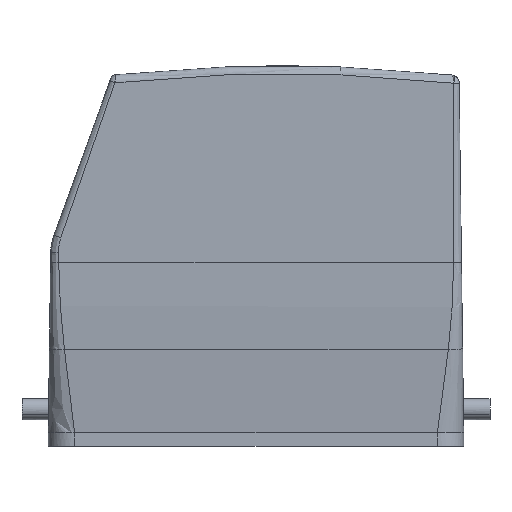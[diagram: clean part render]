
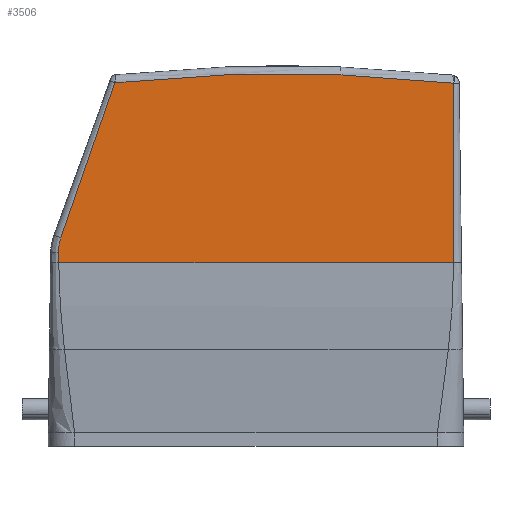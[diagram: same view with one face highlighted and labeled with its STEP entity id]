
A CAD part, left-side view. The second image highlights one B-rep face of the part: STEP entity #3506.
In plain terms, the highlighted planar face has unit normal (-1, 0, 0).
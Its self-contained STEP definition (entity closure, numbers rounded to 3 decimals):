
#3445=AXIS2_PLACEMENT_3D('Circle Axis2P3D',#3443,#3444,$) ;
#3460=AXIS2_PLACEMENT_3D('Plane Axis2P3D',#3457,#3458,#3459) ;
#2611=CARTESIAN_POINT('Vertex',(0.,6.87,69.011)) ;
#2834=CARTESIAN_POINT('Vertex',(0.,6.923,34.864)) ;
#2838=CARTESIAN_POINT('Control Point',(0.,6.87,69.011)) ;
#2839=CARTESIAN_POINT('Control Point',(0.,6.869,68.918)) ;
#2840=CARTESIAN_POINT('Control Point',(0.,6.869,68.824)) ;
#2841=CARTESIAN_POINT('Control Point',(0.,6.868,68.73)) ;
#2842=CARTESIAN_POINT('Control Point',(0.,6.867,68.54)) ;
#2843=CARTESIAN_POINT('Control Point',(0.,6.865,68.35)) ;
#2844=CARTESIAN_POINT('Control Point',(0.,6.865,68.253)) ;
#2845=CARTESIAN_POINT('Control Point',(0.,6.822,62.268)) ;
#2846=CARTESIAN_POINT('Control Point',(0.,6.8,56.292)) ;
#2847=CARTESIAN_POINT('Control Point',(0.,6.822,50.405)) ;
#2848=CARTESIAN_POINT('Control Point',(0.,6.835,43.874)) ;
#2849=CARTESIAN_POINT('Control Point',(0.,6.895,37.341)) ;
#2850=CARTESIAN_POINT('Control Point',(0.,6.902,36.681)) ;
#2851=CARTESIAN_POINT('Control Point',(0.,6.91,35.922)) ;
#2852=CARTESIAN_POINT('Control Point',(0.,6.92,35.162)) ;
#2853=CARTESIAN_POINT('Control Point',(0.,6.921,35.063)) ;
#2854=CARTESIAN_POINT('Control Point',(0.,6.922,34.963)) ;
#2855=CARTESIAN_POINT('Control Point',(0.,6.923,34.864)) ;
#3222=CARTESIAN_POINT('Vertex',(0.,82.023,34.864)) ;
#3278=CARTESIAN_POINT('Control Point',(0.,82.051,36.78)) ;
#3279=CARTESIAN_POINT('Control Point',(0.,82.046,36.398)) ;
#3280=CARTESIAN_POINT('Control Point',(0.,82.041,36.015)) ;
#3281=CARTESIAN_POINT('Control Point',(0.,82.036,35.631)) ;
#3282=CARTESIAN_POINT('Control Point',(0.,82.03,35.248)) ;
#3283=CARTESIAN_POINT('Control Point',(0.,82.023,34.864)) ;
#3284=CARTESIAN_POINT('Vertex',(0.,82.051,36.78)) ;
#3307=CARTESIAN_POINT('Line Origine',(0.,43.947,34.864)) ;
#3440=CARTESIAN_POINT('Vertex',(0.,71.329,69.098)) ;
#3443=CARTESIAN_POINT('Axis2P3D Location',(0.,39.5,-227.7)) ;
#3457=CARTESIAN_POINT('Axis2P3D Location',(0.,6.172,-25.473)) ;
#3463=CARTESIAN_POINT('Control Point',(0.,71.329,69.098)) ;
#3464=CARTESIAN_POINT('Control Point',(0.,71.36,69.011)) ;
#3465=CARTESIAN_POINT('Control Point',(0.,71.392,68.924)) ;
#3466=CARTESIAN_POINT('Control Point',(0.,71.423,68.836)) ;
#3467=CARTESIAN_POINT('Control Point',(0.,71.51,68.593)) ;
#3468=CARTESIAN_POINT('Control Point',(0.,71.597,68.348)) ;
#3469=CARTESIAN_POINT('Control Point',(0.,71.705,68.046)) ;
#3470=CARTESIAN_POINT('Control Point',(0.,73.331,63.49)) ;
#3471=CARTESIAN_POINT('Control Point',(0.,74.947,58.926)) ;
#3472=CARTESIAN_POINT('Control Point',(0.,76.47,54.552)) ;
#3473=CARTESIAN_POINT('Control Point',(0.,78.295,49.293)) ;
#3474=CARTESIAN_POINT('Control Point',(0.,80.101,44.034)) ;
#3475=CARTESIAN_POINT('Control Point',(0.,80.389,43.193)) ;
#3476=CARTESIAN_POINT('Control Point',(0.,80.808,41.97)) ;
#3477=CARTESIAN_POINT('Control Point',(0.,81.225,40.747)) ;
#3478=CARTESIAN_POINT('Control Point',(0.,81.354,40.366)) ;
#3479=CARTESIAN_POINT('Control Point',(0.,81.484,39.984)) ;
#3480=CARTESIAN_POINT('Control Point',(0.,81.613,39.603)) ;
#3481=CARTESIAN_POINT('Vertex',(0.,81.613,39.603)) ;
#3485=CARTESIAN_POINT('Control Point',(0.,81.613,39.603)) ;
#3486=CARTESIAN_POINT('Control Point',(0.,81.639,39.527)) ;
#3487=CARTESIAN_POINT('Control Point',(0.,81.664,39.45)) ;
#3488=CARTESIAN_POINT('Control Point',(0.,81.688,39.373)) ;
#3489=CARTESIAN_POINT('Control Point',(0.,81.848,38.832)) ;
#3490=CARTESIAN_POINT('Control Point',(0.,81.963,38.277)) ;
#3491=CARTESIAN_POINT('Control Point',(0.,82.027,37.797)) ;
#3492=CARTESIAN_POINT('Control Point',(0.,82.058,37.305)) ;
#3493=CARTESIAN_POINT('Control Point',(0.,82.052,36.814)) ;
#3494=CARTESIAN_POINT('Control Point',(0.,82.051,36.803)) ;
#3495=CARTESIAN_POINT('Control Point',(0.,82.051,36.792)) ;
#3496=CARTESIAN_POINT('Control Point',(0.,82.051,36.78)) ;
#3308=DIRECTION('Vector Direction',(0.,-1.,0.)) ;
#3444=DIRECTION('Axis2P3D Direction',(-1.,0.,0.)) ;
#3458=DIRECTION('Axis2P3D Direction',(-1.,0.,0.)) ;
#3459=DIRECTION('Axis2P3D XDirection',(0.,-0.17,0.985)) ;
#3309=VECTOR('Line Direction',#3308,1.) ;
#3499=ORIENTED_EDGE('',*,*,#3447,.T.) ;
#3500=ORIENTED_EDGE('',*,*,#3483,.F.) ;
#3501=ORIENTED_EDGE('',*,*,#3497,.F.) ;
#3502=ORIENTED_EDGE('',*,*,#3286,.F.) ;
#3503=ORIENTED_EDGE('',*,*,#3311,.T.) ;
#3504=ORIENTED_EDGE('',*,*,#2856,.T.) ;
#3506=ADVANCED_FACE('Hauptk\X2\00F6\X0\rper',(#3505),#3461,.T.) ;
#2837=B_SPLINE_CURVE_WITH_KNOTS('',5,(#2838,#2839,#2840,#2841,#2842,#2843,#2844,#2845,#2846,#2847,#2848,#2849,#2850,#2851,#2852,#2853,#2854,#2855),.UNSPECIFIED.,.F.,.U.,(6,3,3,3,3,6),(3.956,4.765,5.601,56.497,62.215,63.079),.UNSPECIFIED.) ;
#3277=B_SPLINE_CURVE_WITH_KNOTS('',5,(#3278,#3279,#3280,#3281,#3282,#3283),.UNSPECIFIED.,.F.,.U.,(6,6),(61.21,64.529),.UNSPECIFIED.) ;
#3462=B_SPLINE_CURVE_WITH_KNOTS('',5,(#3463,#3464,#3465,#3466,#3467,#3468,#3469,#3470,#3471,#3472,#3473,#3474,#3475,#3476,#3477,#3478,#3479,#3480),.UNSPECIFIED.,.F.,.U.,(6,3,3,3,3,6),(94.145,94.953,96.389,136.853,144.567,148.059),.UNSPECIFIED.) ;
#3484=B_SPLINE_CURVE_WITH_KNOTS('',5,(#3485,#3486,#3487,#3488,#3489,#3490,#3491,#3492,#3493,#3494,#3495,#3496),.UNSPECIFIED.,.F.,.U.,(6,3,3,6),(177.029,177.809,182.473,182.581),.UNSPECIFIED.) ;
#3446=CIRCLE('generated circle',#3445,298.5) ;
#2856=EDGE_CURVE('',#2835,#2612,#2837,.F.) ;
#3286=EDGE_CURVE('',#3223,#3285,#3277,.F.) ;
#3311=EDGE_CURVE('',#3223,#2835,#3310,.T.) ;
#3447=EDGE_CURVE('',#2612,#3441,#3446,.T.) ;
#3483=EDGE_CURVE('',#3482,#3441,#3462,.F.) ;
#3497=EDGE_CURVE('',#3285,#3482,#3484,.F.) ;
#3498=EDGE_LOOP('',(#3499,#3500,#3501,#3502,#3503,#3504)) ;
#3505=FACE_OUTER_BOUND('',#3498,.T.) ;
#3310=LINE('Line',#3307,#3309) ;
#3461=PLANE('',#3460) ;
#2612=VERTEX_POINT('',#2611) ;
#2835=VERTEX_POINT('',#2834) ;
#3223=VERTEX_POINT('',#3222) ;
#3285=VERTEX_POINT('',#3284) ;
#3441=VERTEX_POINT('',#3440) ;
#3482=VERTEX_POINT('',#3481) ;
